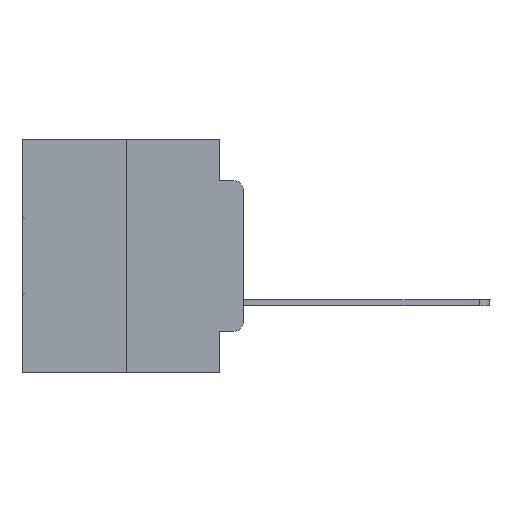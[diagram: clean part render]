
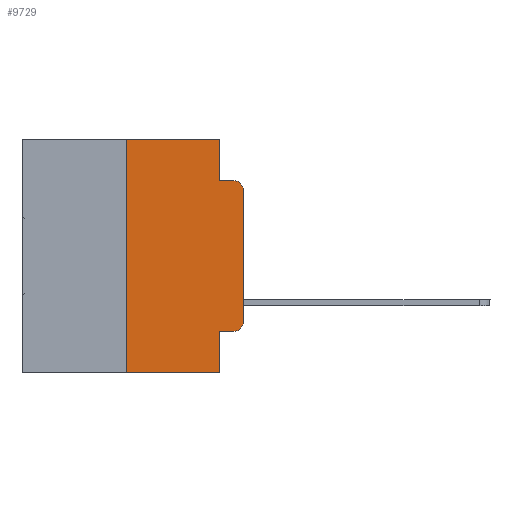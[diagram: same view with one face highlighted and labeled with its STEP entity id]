
A CAD part, left-side view. The second image highlights one B-rep face of the part: STEP entity #9729.
In plain terms, the highlighted planar face has unit normal (-1, 0, 0).
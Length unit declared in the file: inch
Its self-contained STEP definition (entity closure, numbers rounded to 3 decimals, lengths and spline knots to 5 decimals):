
#196 = VECTOR ( 'NONE', #24123, 39.37008 ) ;
#644 = CARTESIAN_POINT ( 'NONE',  ( 0., 0.051, -0.0885 ) ) ;
#946 = EDGE_CURVE ( 'NONE', #6181, #10345, #10823, .T. ) ;
#977 = ORIENTED_EDGE ( 'NONE', *, *, #1553, .F. ) ;
#1131 = LINE ( 'NONE', #4658, #26473 ) ;
#1464 = ORIENTED_EDGE ( 'NONE', *, *, #21648, .F. ) ;
#1553 = EDGE_CURVE ( 'NONE', #9598, #22118, #21153, .T. ) ;
#1781 = EDGE_CURVE ( 'NONE', #9598, #29659, #22702, .T. ) ;
#2462 = CARTESIAN_POINT ( 'NONE',  ( 0., 0.02, -0.4115 ) ) ;
#2591 = VERTEX_POINT ( 'NONE', #644 ) ;
#2752 = EDGE_CURVE ( 'NONE', #29903, #6181, #7548, .T. ) ;
#2769 = AXIS2_PLACEMENT_3D ( 'NONE', #24259, #9035, #16914 ) ;
#2770 = CIRCLE ( 'NONE', #31496, 0.02 ) ;
#2994 = EDGE_CURVE ( 'NONE', #20430, #2591, #13047, .T. ) ;
#3141 = DIRECTION ( 'NONE',  ( 0., 0., 1. ) ) ;
#3179 = CARTESIAN_POINT ( 'NONE',  ( 0., 0.25, -0.5 ) ) ;
#4296 = CARTESIAN_POINT ( 'NONE',  ( 0., 0.473, 0. ) ) ;
#4412 = DIRECTION ( 'NONE',  ( 0., -1., 0. ) ) ;
#4494 = EDGE_CURVE ( 'NONE', #5145, #22118, #29954, .T. ) ;
#4658 = CARTESIAN_POINT ( 'NONE',  ( 0., 0.25, 0. ) ) ;
#5145 = VERTEX_POINT ( 'NONE', #3179 ) ;
#5576 = ORIENTED_EDGE ( 'NONE', *, *, #1781, .T. ) ;
#6181 = VERTEX_POINT ( 'NONE', #23694 ) ;
#6341 = CARTESIAN_POINT ( 'NONE',  ( 0., 0.02, -0.0885 ) ) ;
#6342 = CARTESIAN_POINT ( 'NONE',  ( 0., 0.25, 0. ) ) ;
#7204 = CARTESIAN_POINT ( 'NONE',  ( 0., 0.051, -0.4115 ) ) ;
#7303 = LINE ( 'NONE', #4296, #196 ) ;
#7548 = LINE ( 'NONE', #18309, #19473 ) ;
#8490 = ORIENTED_EDGE ( 'NONE', *, *, #26637, .T. ) ;
#8791 = CARTESIAN_POINT ( 'NONE',  ( 0., 0.051, 0. ) ) ;
#9035 = DIRECTION ( 'NONE',  ( -1., 0., 0. ) ) ;
#9598 = VERTEX_POINT ( 'NONE', #16821 ) ;
#9729 = ADVANCED_FACE ( 'NONE', ( #19828 ), #14673, .F. ) ;
#9881 = CARTESIAN_POINT ( 'NONE',  ( 0., 0.051, -0.5 ) ) ;
#9944 = ORIENTED_EDGE ( 'NONE', *, *, #946, .T. ) ;
#10345 = VERTEX_POINT ( 'NONE', #6341 ) ;
#10823 = CIRCLE ( 'NONE', #2769, 0.02 ) ;
#11311 = DIRECTION ( 'NONE',  ( 0., 0., -1. ) ) ;
#11419 = CARTESIAN_POINT ( 'NONE',  ( 0., 0.051, 0. ) ) ;
#12204 = DIRECTION ( 'NONE',  ( 1., 0., 0. ) ) ;
#13047 = LINE ( 'NONE', #31398, #20221 ) ;
#13302 = LINE ( 'NONE', #13678, #16106 ) ;
#13456 = CARTESIAN_POINT ( 'NONE',  ( 0., 0., -0.3915 ) ) ;
#13591 = ORIENTED_EDGE ( 'NONE', *, *, #2994, .F. ) ;
#13678 = CARTESIAN_POINT ( 'NONE',  ( 0., 0.051, -0.0885 ) ) ;
#13777 = EDGE_LOOP ( 'NONE', ( #13996, #9944, #16617, #13591, #1464, #26408, #17622, #977, #5576, #8490 ) ) ;
#13996 = ORIENTED_EDGE ( 'NONE', *, *, #2752, .T. ) ;
#14009 = DIRECTION ( 'NONE',  ( 0., -1., 0. ) ) ;
#14566 = DIRECTION ( 'NONE',  ( 0., 0., -1. ) ) ;
#14673 = PLANE ( 'NONE',  #25660 ) ;
#16106 = VECTOR ( 'NONE', #4412, 39.37008 ) ;
#16212 = DIRECTION ( 'NONE',  ( -1., 0., 0. ) ) ;
#16617 = ORIENTED_EDGE ( 'NONE', *, *, #20127, .F. ) ;
#16821 = CARTESIAN_POINT ( 'NONE',  ( 0., 0.051, -0.4115 ) ) ;
#16914 = DIRECTION ( 'NONE',  ( 0., 0., -1. ) ) ;
#17248 = CARTESIAN_POINT ( 'NONE',  ( 0., 0.473, 0. ) ) ;
#17547 = VECTOR ( 'NONE', #30013, 39.37008 ) ;
#17622 = ORIENTED_EDGE ( 'NONE', *, *, #4494, .T. ) ;
#18309 = CARTESIAN_POINT ( 'NONE',  ( 0., 0., 0. ) ) ;
#18651 = CARTESIAN_POINT ( 'NONE',  ( 0., 0.02, -0.3915 ) ) ;
#19034 = VERTEX_POINT ( 'NONE', #6342 ) ;
#19164 = EDGE_CURVE ( 'NONE', #5145, #19034, #1131, .T. ) ;
#19473 = VECTOR ( 'NONE', #3141, 39.37008 ) ;
#19828 = FACE_OUTER_BOUND ( 'NONE', #13777, .T. ) ;
#20127 = EDGE_CURVE ( 'NONE', #2591, #10345, #13302, .T. ) ;
#20221 = VECTOR ( 'NONE', #21588, 39.37008 ) ;
#20430 = VERTEX_POINT ( 'NONE', #11419 ) ;
#21153 = LINE ( 'NONE', #8791, #25491 ) ;
#21588 = DIRECTION ( 'NONE',  ( 0., 0., -1. ) ) ;
#21648 = EDGE_CURVE ( 'NONE', #19034, #20430, #7303, .T. ) ;
#22118 = VERTEX_POINT ( 'NONE', #9881 ) ;
#22392 = DIRECTION ( 'NONE',  ( 0., 0., 1. ) ) ;
#22462 = VECTOR ( 'NONE', #14009, 39.37008 ) ;
#22702 = LINE ( 'NONE', #7204, #17547 ) ;
#23694 = CARTESIAN_POINT ( 'NONE',  ( 0., 0., -0.1085 ) ) ;
#24120 = DIRECTION ( 'NONE',  ( 0., 0., -1. ) ) ;
#24123 = DIRECTION ( 'NONE',  ( 0., -1., 0. ) ) ;
#24157 = CARTESIAN_POINT ( 'NONE',  ( 0., 0.473, -0.5 ) ) ;
#24259 = CARTESIAN_POINT ( 'NONE',  ( 0., 0.02, -0.1085 ) ) ;
#25491 = VECTOR ( 'NONE', #11311, 39.37008 ) ;
#25660 = AXIS2_PLACEMENT_3D ( 'NONE', #17248, #12204, #14566 ) ;
#26408 = ORIENTED_EDGE ( 'NONE', *, *, #19164, .F. ) ;
#26473 = VECTOR ( 'NONE', #22392, 39.37008 ) ;
#26637 = EDGE_CURVE ( 'NONE', #29659, #29903, #2770, .T. ) ;
#29659 = VERTEX_POINT ( 'NONE', #2462 ) ;
#29903 = VERTEX_POINT ( 'NONE', #13456 ) ;
#29954 = LINE ( 'NONE', #24157, #22462 ) ;
#30013 = DIRECTION ( 'NONE',  ( 0., -1., 0. ) ) ;
#31398 = CARTESIAN_POINT ( 'NONE',  ( 0., 0.051, 0. ) ) ;
#31496 = AXIS2_PLACEMENT_3D ( 'NONE', #18651, #16212, #24120 ) ;
